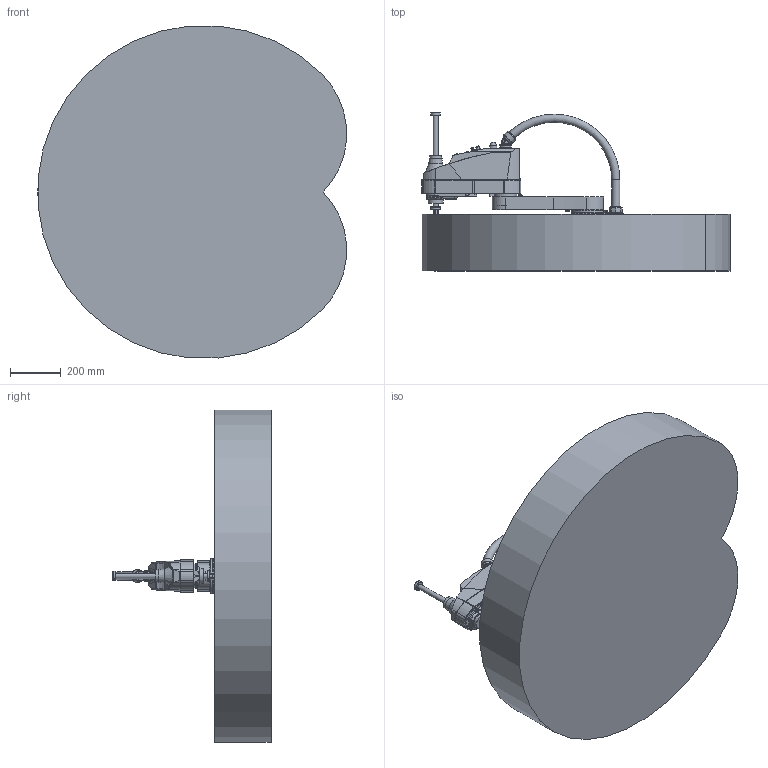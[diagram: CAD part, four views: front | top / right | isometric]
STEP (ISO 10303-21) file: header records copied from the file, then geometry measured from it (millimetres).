
FILE_DESCRIPTION( ( 'STEP AP214' ), '1' );
FILE_NAME( 'LS6-B602S_W_.stp', '2019-04-15T00:26:58', ( '' ), ( '' ), ' ', 'PARTsolutions', ' ' );
FILE_SCHEMA( ( 'AUTOMOTIVE_DESIGN { 1 0 10303 214 1 1 1 1 }' ) );
Length unit declared in the file: millimetre
Products named in the file (7): LS6-B602S(W); _LS6-B602S_base; _LS6-B602S_working_space; _LS6-B602_duct; _LS6-B602_arm1; _LS6-B602S_arm 2; _LS6-B602S_shaft
Assembly tree (6 placements, depth 2):
  LS6-B602S(W)
    _LS6-B602S_base
    _LS6-B602S_working_space
    _LS6-B602_duct
    _LS6-B602_arm1
    _LS6-B602S_arm 2
    _LS6-B602S_shaft
Bounding box: 1215.53 x 621.8 x 1306.06 mm (x, y, z)
Volume: 299609084.1 mm3; surface area: 4414002.9 mm2
Topology: 6 solids, 6 shells, 1563 faces, 3830 edges, 2499 vertices
Faces by surface type: plane 917, cylinder 451, cone 158, torus 26, sphere 7, bspline 4
Full cylindrical faces by diameter (mm): 1 x30, 2 x2, 2.261 x2, 2.459 x4, 3.242 x20, 3.3 x1, 4 x5, 4.15 x1, 4.2 x2, 4.3 x16, 5 x3, 5.8 x2, 6 x3, 6.15 x2, 6.647 x2, 7 x13, 7.5 x1, 8 x7, 8.5 x2, 9 x7, 9.5 x1, 10 x5, 11.5 x2, 12 x5, 13 x2, 14 x6, 17 x1, 20 x2, 21 x1, 25.7 x1
Entity records: 58168 total; most frequent: CARTESIAN_POINT 9932, DIRECTION 7462, ORIENTED_EDGE 6812, EDGE_CURVE 3406, AXIS2_PLACEMENT_3D 2797, VERTEX_POINT 2429, EDGE_LOOP 2137, LINE 1868
